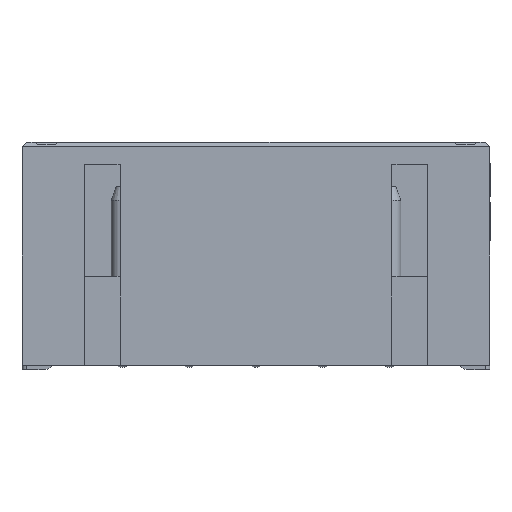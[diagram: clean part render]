
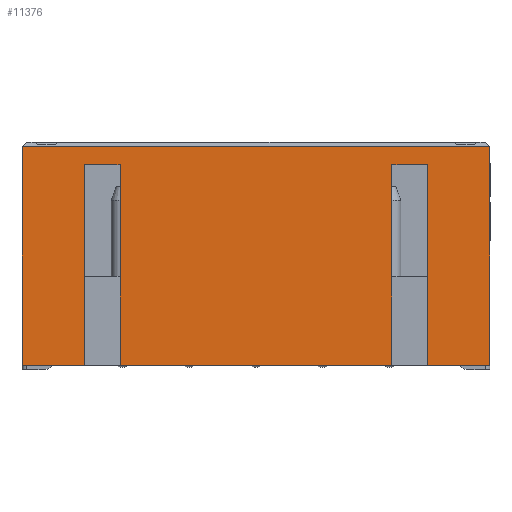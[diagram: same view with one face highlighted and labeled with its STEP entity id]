
A CAD part, front view. The second image highlights one B-rep face of the part: STEP entity #11376.
In plain terms, the highlighted planar face has unit normal (0, -1, 0).
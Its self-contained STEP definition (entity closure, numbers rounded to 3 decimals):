
#342 = LINE ( 'NONE', #13626, #12933 ) ;
#500 = ORIENTED_EDGE ( 'NONE', *, *, #24049, .F. ) ;
#834 = CARTESIAN_POINT ( 'NONE',  ( -5.25, -2.6, 4.9 ) ) ;
#871 = VECTOR ( 'NONE', #9242, 1000. ) ;
#1045 = ORIENTED_EDGE ( 'NONE', *, *, #11204, .F. ) ;
#1276 = ORIENTED_EDGE ( 'NONE', *, *, #19221, .T. ) ;
#1606 = VERTEX_POINT ( 'NONE', #7275 ) ;
#1913 = ORIENTED_EDGE ( 'NONE', *, *, #2329, .T. ) ;
#2123 = CARTESIAN_POINT ( 'NONE',  ( 5.25, -2.6, 0. ) ) ;
#2329 = EDGE_CURVE ( 'NONE', #23843, #1606, #342, .T. ) ;
#2581 = DIRECTION ( 'NONE',  ( 1., 0., 0. ) ) ;
#3076 = DIRECTION ( 'NONE',  ( 0., 0., 1. ) ) ;
#3312 = VERTEX_POINT ( 'NONE', #6946 ) ;
#3584 = EDGE_CURVE ( 'NONE', #20770, #18410, #17248, .T. ) ;
#3942 = CARTESIAN_POINT ( 'NONE',  ( -3.85, -2.6, 4.5 ) ) ;
#4377 = VECTOR ( 'NONE', #11943, 1000. ) ;
#4496 = EDGE_CURVE ( 'NONE', #3312, #23843, #7322, .T. ) ;
#5173 = CARTESIAN_POINT ( 'NONE',  ( -3.05, -2.6, -4.5 ) ) ;
#5708 = CARTESIAN_POINT ( 'NONE',  ( -3.85, -2.6, 0. ) ) ;
#6145 = LINE ( 'NONE', #9766, #17594 ) ;
#6240 = EDGE_CURVE ( 'NONE', #16253, #10167, #19080, .T. ) ;
#6931 = DIRECTION ( 'NONE',  ( 0., 1., 0. ) ) ;
#6946 = CARTESIAN_POINT ( 'NONE',  ( 5.25, -2.6, 4.9 ) ) ;
#6996 = VERTEX_POINT ( 'NONE', #14441 ) ;
#7244 = EDGE_CURVE ( 'NONE', #6996, #12364, #6145, .T. ) ;
#7275 = CARTESIAN_POINT ( 'NONE',  ( -5.25, -2.6, 0. ) ) ;
#7322 = LINE ( 'NONE', #18680, #14174 ) ;
#7713 = DIRECTION ( 'NONE',  ( -1., 0., 0. ) ) ;
#8038 = CARTESIAN_POINT ( 'NONE',  ( 5.25, -2.6, 5. ) ) ;
#9242 = DIRECTION ( 'NONE',  ( 0., 0., -1. ) ) ;
#9313 = LINE ( 'NONE', #22050, #14627 ) ;
#9459 = CARTESIAN_POINT ( 'NONE',  ( 3.05, -2.6, -4.5 ) ) ;
#9513 = CARTESIAN_POINT ( 'NONE',  ( 3.85, -2.6, 4.5 ) ) ;
#9766 = CARTESIAN_POINT ( 'NONE',  ( -5.25, -2.6, 0. ) ) ;
#9947 = EDGE_LOOP ( 'NONE', ( #1045, #10886, #1913, #21641, #500, #20432, #15441, #10632, #13051, #17922, #1276, #12616 ) ) ;
#10016 = DIRECTION ( 'NONE',  ( 0., 0., -1. ) ) ;
#10167 = VERTEX_POINT ( 'NONE', #19796 ) ;
#10597 = AXIS2_PLACEMENT_3D ( 'NONE', #22184, #6931, #16566 ) ;
#10632 = ORIENTED_EDGE ( 'NONE', *, *, #6240, .T. ) ;
#10886 = ORIENTED_EDGE ( 'NONE', *, *, #4496, .T. ) ;
#11204 = EDGE_CURVE ( 'NONE', #3312, #12364, #13397, .T. ) ;
#11372 = CARTESIAN_POINT ( 'NONE',  ( -3.85, -2.6, 4.5 ) ) ;
#11376 = ADVANCED_FACE ( 'NONE', ( #12788 ), #18163, .F. ) ;
#11390 = VECTOR ( 'NONE', #13125, 1000. ) ;
#11943 = DIRECTION ( 'NONE',  ( 0., 0., -1. ) ) ;
#12364 = VERTEX_POINT ( 'NONE', #2123 ) ;
#12616 = ORIENTED_EDGE ( 'NONE', *, *, #7244, .T. ) ;
#12788 = FACE_OUTER_BOUND ( 'NONE', #9947, .T. ) ;
#12933 = VECTOR ( 'NONE', #17164, 1000. ) ;
#13020 = LINE ( 'NONE', #14738, #871 ) ;
#13051 = ORIENTED_EDGE ( 'NONE', *, *, #14427, .T. ) ;
#13125 = DIRECTION ( 'NONE',  ( 0., 0., 1. ) ) ;
#13176 = EDGE_CURVE ( 'NONE', #15076, #22530, #15516, .T. ) ;
#13222 = EDGE_CURVE ( 'NONE', #16253, #20770, #21876, .T. ) ;
#13397 = LINE ( 'NONE', #8038, #4377 ) ;
#13480 = CARTESIAN_POINT ( 'NONE',  ( -3.05, -2.6, 0. ) ) ;
#13626 = CARTESIAN_POINT ( 'NONE',  ( -5.25, -2.6, 5. ) ) ;
#14174 = VECTOR ( 'NONE', #14529, 1000. ) ;
#14418 = VERTEX_POINT ( 'NONE', #5708 ) ;
#14427 = EDGE_CURVE ( 'NONE', #10167, #15076, #16546, .T. ) ;
#14441 = CARTESIAN_POINT ( 'NONE',  ( 3.85, -2.6, 0. ) ) ;
#14529 = DIRECTION ( 'NONE',  ( -1., 0., 0. ) ) ;
#14627 = VECTOR ( 'NONE', #22510, 1000. ) ;
#14738 = CARTESIAN_POINT ( 'NONE',  ( -3.85, -2.6, -4.5 ) ) ;
#15076 = VERTEX_POINT ( 'NONE', #19656 ) ;
#15386 = VECTOR ( 'NONE', #3076, 1000. ) ;
#15441 = ORIENTED_EDGE ( 'NONE', *, *, #13222, .F. ) ;
#15500 = LINE ( 'NONE', #20491, #16352 ) ;
#15516 = LINE ( 'NONE', #21182, #22424 ) ;
#15543 = CARTESIAN_POINT ( 'NONE',  ( -3.05, -2.6, 4.5 ) ) ;
#15604 = EDGE_CURVE ( 'NONE', #1606, #14418, #9313, .T. ) ;
#16253 = VERTEX_POINT ( 'NONE', #13480 ) ;
#16352 = VECTOR ( 'NONE', #10016, 1000. ) ;
#16546 = LINE ( 'NONE', #9459, #11390 ) ;
#16566 = DIRECTION ( 'NONE',  ( 0., 0., 1. ) ) ;
#17164 = DIRECTION ( 'NONE',  ( 0., 0., -1. ) ) ;
#17248 = LINE ( 'NONE', #11372, #22019 ) ;
#17594 = VECTOR ( 'NONE', #19460, 1000. ) ;
#17922 = ORIENTED_EDGE ( 'NONE', *, *, #13176, .T. ) ;
#18163 = PLANE ( 'NONE',  #10597 ) ;
#18410 = VERTEX_POINT ( 'NONE', #3942 ) ;
#18680 = CARTESIAN_POINT ( 'NONE',  ( -5.25, -2.6, 4.9 ) ) ;
#18963 = DIRECTION ( 'NONE',  ( 1., 0., 0. ) ) ;
#19080 = LINE ( 'NONE', #19203, #22292 ) ;
#19203 = CARTESIAN_POINT ( 'NONE',  ( -5.25, -2.6, 0. ) ) ;
#19221 = EDGE_CURVE ( 'NONE', #22530, #6996, #15500, .T. ) ;
#19460 = DIRECTION ( 'NONE',  ( 1., 0., 0. ) ) ;
#19656 = CARTESIAN_POINT ( 'NONE',  ( 3.05, -2.6, 4.5 ) ) ;
#19796 = CARTESIAN_POINT ( 'NONE',  ( 3.05, -2.6, 0. ) ) ;
#20432 = ORIENTED_EDGE ( 'NONE', *, *, #3584, .F. ) ;
#20491 = CARTESIAN_POINT ( 'NONE',  ( 3.85, -2.6, -4.5 ) ) ;
#20770 = VERTEX_POINT ( 'NONE', #15543 ) ;
#21182 = CARTESIAN_POINT ( 'NONE',  ( 3.85, -2.6, 4.5 ) ) ;
#21641 = ORIENTED_EDGE ( 'NONE', *, *, #15604, .T. ) ;
#21876 = LINE ( 'NONE', #5173, #15386 ) ;
#22019 = VECTOR ( 'NONE', #7713, 1000. ) ;
#22050 = CARTESIAN_POINT ( 'NONE',  ( -5.25, -2.6, 0. ) ) ;
#22184 = CARTESIAN_POINT ( 'NONE',  ( -5.25, -2.6, 5. ) ) ;
#22292 = VECTOR ( 'NONE', #18963, 1000. ) ;
#22424 = VECTOR ( 'NONE', #2581, 1000. ) ;
#22510 = DIRECTION ( 'NONE',  ( 1., 0., 0. ) ) ;
#22530 = VERTEX_POINT ( 'NONE', #9513 ) ;
#23843 = VERTEX_POINT ( 'NONE', #834 ) ;
#24049 = EDGE_CURVE ( 'NONE', #18410, #14418, #13020, .T. ) ;
